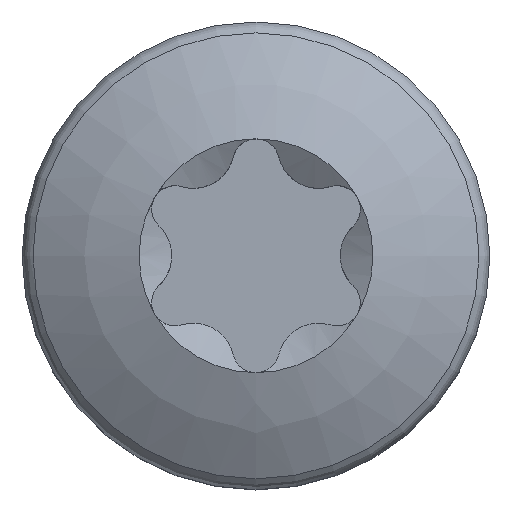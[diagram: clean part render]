
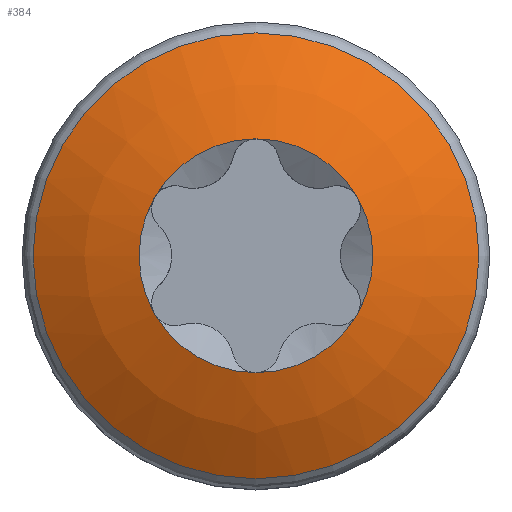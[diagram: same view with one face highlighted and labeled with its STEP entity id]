
A CAD part, top view. The second image highlights one B-rep face of the part: STEP entity #384.
In plain terms, the highlighted spherical face has radius 5 mm.
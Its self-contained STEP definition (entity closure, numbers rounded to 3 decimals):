
#18=SPHERICAL_SURFACE($,#431,5.);
#83=FACE_BOUND($,#128,.T.);
#97=FACE_OUTER_BOUND($,#127,.T.);
#127=EDGE_LOOP($,(#305,#306,#307,#308,#309,#310));
#128=EDGE_LOOP($,(#311));
#160=CIRCLE($,#430,2.669);
#161=CIRCLE($,#432,1.4);
#162=CIRCLE($,#433,1.4);
#163=CIRCLE($,#434,1.4);
#164=CIRCLE($,#435,1.4);
#165=CIRCLE($,#436,1.4);
#166=CIRCLE($,#437,1.4);
#183=VERTEX_POINT($,#603);
#187=VERTEX_POINT($,#642);
#190=VERTEX_POINT($,#679);
#194=VERTEX_POINT($,#719);
#195=VERTEX_POINT($,#722);
#196=VERTEX_POINT($,#724);
#197=VERTEX_POINT($,#726);
#236=EDGE_CURVE($,#194,#194,#160,.T.);
#237=EDGE_CURVE($,#190,#195,#161,.T.);
#238=EDGE_CURVE($,#195,#196,#162,.T.);
#239=EDGE_CURVE($,#196,#197,#163,.T.);
#240=EDGE_CURVE($,#197,#183,#164,.T.);
#241=EDGE_CURVE($,#183,#187,#165,.T.);
#242=EDGE_CURVE($,#187,#190,#166,.T.);
#305=ORIENTED_EDGE($,*,*,#237,.T.);
#306=ORIENTED_EDGE($,*,*,#238,.T.);
#307=ORIENTED_EDGE($,*,*,#239,.T.);
#308=ORIENTED_EDGE($,*,*,#240,.T.);
#309=ORIENTED_EDGE($,*,*,#241,.T.);
#310=ORIENTED_EDGE($,*,*,#242,.T.);
#311=ORIENTED_EDGE($,*,*,#236,.T.);
#384=ADVANCED_FACE($,(#97,#83),#18,.T.);
#430=AXIS2_PLACEMENT_3D($,#720,#518,#519);
#431=AXIS2_PLACEMENT_3D($,#721,#520,#521);
#432=AXIS2_PLACEMENT_3D($,#723,#522,#523);
#433=AXIS2_PLACEMENT_3D($,#725,#524,#525);
#434=AXIS2_PLACEMENT_3D($,#727,#526,#527);
#435=AXIS2_PLACEMENT_3D($,#728,#528,#529);
#436=AXIS2_PLACEMENT_3D($,#729,#530,#531);
#437=AXIS2_PLACEMENT_3D($,#730,#532,#533);
#518=DIRECTION('center_axis',(0.,0.,
1.));
#519=DIRECTION('ref_axis',(0.,-1.,0.));
#520=DIRECTION('center_axis',(0.,0.,1.));
#521=DIRECTION('ref_axis',(1.,0.,0.));
#522=DIRECTION('center_axis',(0.,0.,
-1.));
#523=DIRECTION('ref_axis',(0.,-1.,0.));
#524=DIRECTION('center_axis',(0.,0.,
-1.));
#525=DIRECTION('ref_axis',(0.,-1.,0.));
#526=DIRECTION('center_axis',(0.,0.,
-1.));
#527=DIRECTION('ref_axis',(0.,-1.,0.));
#528=DIRECTION('center_axis',(0.,0.,
-1.));
#529=DIRECTION('ref_axis',(0.,-1.,0.));
#530=DIRECTION('center_axis',(0.,0.,
-1.));
#531=DIRECTION('ref_axis',(0.,-1.,0.));
#532=DIRECTION('center_axis',(0.,0.,
-1.));
#533=DIRECTION('ref_axis',(0.,-1.,0.));
#603=CARTESIAN_POINT('',(1.212,-0.7,2.4));
#642=CARTESIAN_POINT('',(0.,-1.4,2.4));
#679=CARTESIAN_POINT('',(-1.212,-0.7,2.4));
#719=CARTESIAN_POINT('',(0.,-2.669,1.828));
#720=CARTESIAN_POINT('Origin',(0.,0.,
1.828));
#721=CARTESIAN_POINT('Origin',(0.,0.,
-2.4));
#722=CARTESIAN_POINT('',(-1.212,0.7,2.4));
#723=CARTESIAN_POINT('Origin',(0.,0.,
2.4));
#724=CARTESIAN_POINT('',(0.,1.4,2.4));
#725=CARTESIAN_POINT('Origin',(0.,0.,
2.4));
#726=CARTESIAN_POINT('',(1.212,0.7,2.4));
#727=CARTESIAN_POINT('Origin',(0.,0.,
2.4));
#728=CARTESIAN_POINT('Origin',(0.,0.,
2.4));
#729=CARTESIAN_POINT('Origin',(0.,0.,
2.4));
#730=CARTESIAN_POINT('Origin',(0.,0.,
2.4));
